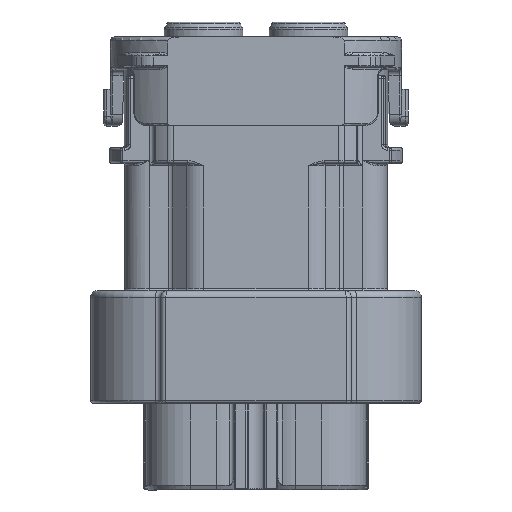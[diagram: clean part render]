
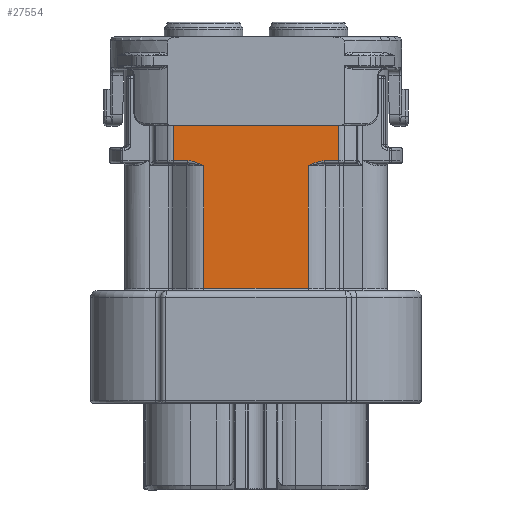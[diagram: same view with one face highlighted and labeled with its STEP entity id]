
A CAD part, front view. The second image highlights one B-rep face of the part: STEP entity #27554.
In plain terms, the highlighted planar face has unit normal (0, -1, 0).
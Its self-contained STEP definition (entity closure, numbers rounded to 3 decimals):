
#25289=B_SPLINE_CURVE_WITH_KNOTS('',3,(#104668,#104669,#104670,#104671,
#104672,#104673,#104674,#104675,#104676,#104677),.UNSPECIFIED.,.F.,.F.,
(4,3,3,4),(0.,0.399,0.994,1.),.UNSPECIFIED.);
#25290=B_SPLINE_CURVE_WITH_KNOTS('',3,(#104702,#104703,#104704,#104705,
#104706,#104707,#104708,#104709,#104710,#104711),.UNSPECIFIED.,.F.,.F.,
(4,3,3,4),(0.,0.006,0.601,1.),.UNSPECIFIED.);
#27554=ADVANCED_FACE('',(#31579),#29457,.F.);
#29457=PLANE('',#72252);
#31579=FACE_OUTER_BOUND('',#34556,.T.);
#34556=EDGE_LOOP('',(#44191,#44192,#44193,#44194,#44195,#44196,#44197,#44198,
#44199,#44200));
#44191=ORIENTED_EDGE('',*,*,#58960,.T.);
#44192=ORIENTED_EDGE('',*,*,#58788,.T.);
#44193=ORIENTED_EDGE('',*,*,#58786,.T.);
#44194=ORIENTED_EDGE('',*,*,#58785,.T.);
#44195=ORIENTED_EDGE('',*,*,#58784,.T.);
#44196=ORIENTED_EDGE('',*,*,#58783,.T.);
#44197=ORIENTED_EDGE('',*,*,#58782,.T.);
#44198=ORIENTED_EDGE('',*,*,#58781,.T.);
#44199=ORIENTED_EDGE('',*,*,#58951,.T.);
#44200=ORIENTED_EDGE('',*,*,#58968,.T.);
#52640=VERTEX_POINT('',#103900);
#52642=VERTEX_POINT('',#103907);
#52644=VERTEX_POINT('',#103914);
#52645=VERTEX_POINT('',#103920);
#52802=VERTEX_POINT('',#104656);
#52803=VERTEX_POINT('',#104667);
#52804=VERTEX_POINT('',#104699);
#52805=VERTEX_POINT('',#104712);
#52910=VERTEX_POINT('',#105194);
#52915=VERTEX_POINT('',#105213);
#58781=EDGE_CURVE('',#52802,#52803,#25289,.T.);
#58782=EDGE_CURVE('',#52640,#52802,#63984,.T.);
#58783=EDGE_CURVE('',#52642,#52640,#63985,.T.);
#58784=EDGE_CURVE('',#52644,#52642,#63986,.T.);
#58785=EDGE_CURVE('',#52645,#52644,#63987,.T.);
#58786=EDGE_CURVE('',#52804,#52645,#63988,.T.);
#58788=EDGE_CURVE('',#52805,#52804,#25290,.T.);
#58951=EDGE_CURVE('',#52803,#52910,#64069,.T.);
#58960=EDGE_CURVE('',#52915,#52805,#64076,.T.);
#58968=EDGE_CURVE('',#52910,#52915,#64082,.T.);
#63984=LINE('',#104690,#67690);
#63985=LINE('',#104692,#67691);
#63986=LINE('',#104694,#67692);
#63987=LINE('',#104696,#67693);
#63988=LINE('',#104698,#67694);
#64069=LINE('',#105195,#67775);
#64076=LINE('',#105212,#67782);
#64082=LINE('',#105228,#67788);
#67690=VECTOR('',#82093,1.);
#67691=VECTOR('',#82096,1.);
#67692=VECTOR('',#82099,1.);
#67693=VECTOR('',#82102,1.);
#67694=VECTOR('',#82105,1.);
#67775=VECTOR('',#82434,1.);
#67782=VECTOR('',#82453,1.);
#67788=VECTOR('',#82471,1.);
#72252=AXIS2_PLACEMENT_3D('',#105229,#82472,#82473);
#82093=DIRECTION('',(1.,0.,0.));
#82096=DIRECTION('',(0.,0.,-1.));
#82099=DIRECTION('',(-1.,0.,0.));
#82102=DIRECTION('',(0.,0.,1.));
#82105=DIRECTION('',(1.,0.,0.));
#82434=DIRECTION('',(0.,0.,-1.));
#82453=DIRECTION('',(0.,0.,1.));
#82471=DIRECTION('',(1.,0.,0.));
#82472=DIRECTION('',(0.,1.,0.));
#82473=DIRECTION('',(-1.,0.,0.));
#103900=CARTESIAN_POINT('',(-6.292,-11.5,10.07));
#103907=CARTESIAN_POINT('',(-6.292,-11.5,18.));
#103914=CARTESIAN_POINT('',(6.292,-11.5,18.));
#103920=CARTESIAN_POINT('',(6.292,-11.5,10.07));
#104656=CARTESIAN_POINT('',(-5.19,-11.5,10.07));
#104667=CARTESIAN_POINT('',(-3.974,-11.5,9.67));
#104668=CARTESIAN_POINT('',(-5.19,-11.5,10.07));
#104669=CARTESIAN_POINT('',(-5.019,-11.5,10.07));
#104670=CARTESIAN_POINT('',(-4.848,-11.5,10.032));
#104671=CARTESIAN_POINT('',(-4.685,-11.5,9.98));
#104672=CARTESIAN_POINT('',(-4.442,-11.5,9.901));
#104673=CARTESIAN_POINT('',(-4.211,-11.5,9.787));
#104674=CARTESIAN_POINT('',(-3.981,-11.5,9.674));
#104675=CARTESIAN_POINT('',(-3.979,-11.5,9.672));
#104676=CARTESIAN_POINT('',(-3.976,-11.5,9.671));
#104677=CARTESIAN_POINT('',(-3.974,-11.5,9.67));
#104690=CARTESIAN_POINT('',(-3.867,-11.5,10.07));
#104692=CARTESIAN_POINT('',(-6.292,-11.5,9.87));
#104694=CARTESIAN_POINT('',(0.25,-11.5,18.));
#104696=CARTESIAN_POINT('',(6.292,-11.5,18.1));
#104698=CARTESIAN_POINT('',(0.25,-11.5,10.07));
#104699=CARTESIAN_POINT('',(5.19,-11.5,10.07));
#104702=CARTESIAN_POINT('',(3.974,-11.5,9.67));
#104703=CARTESIAN_POINT('',(3.976,-11.5,9.671));
#104704=CARTESIAN_POINT('',(3.979,-11.5,9.672));
#104705=CARTESIAN_POINT('',(3.981,-11.5,9.674));
#104706=CARTESIAN_POINT('',(4.211,-11.5,9.787));
#104707=CARTESIAN_POINT('',(4.442,-11.5,9.901));
#104708=CARTESIAN_POINT('',(4.685,-11.5,9.98));
#104709=CARTESIAN_POINT('',(4.848,-11.5,10.032));
#104710=CARTESIAN_POINT('',(5.019,-11.5,10.07));
#104711=CARTESIAN_POINT('',(5.19,-11.5,10.07));
#104712=CARTESIAN_POINT('',(3.974,-11.5,9.67));
#105194=CARTESIAN_POINT('',(-3.974,-11.5,0.35));
#105195=CARTESIAN_POINT('',(-3.974,-11.5,0.15));
#105212=CARTESIAN_POINT('',(3.974,-11.5,9.87));
#105213=CARTESIAN_POINT('',(3.974,-11.5,0.35));
#105228=CARTESIAN_POINT('',(3.974,-11.5,0.35));
#105229=CARTESIAN_POINT('',(0.25,-11.5,-42.597));
